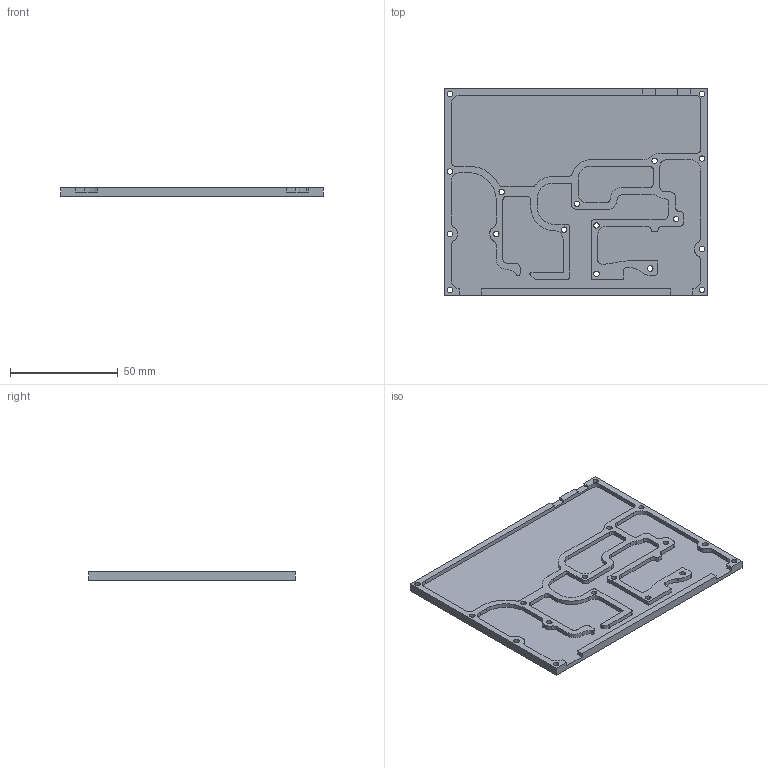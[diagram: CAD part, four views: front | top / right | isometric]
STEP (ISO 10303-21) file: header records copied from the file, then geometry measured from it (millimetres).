
FILE_DESCRIPTION(/* description */ (''),/* implementation_level */ '2;1');
FILE_NAME(/* name */ 'BottomShield.step',/* time_stamp */ '2020-08-04T17:47:09+02:00',/* author */ (''),/* organization */ (''),/* preprocessor_version */ 'ST-DEVELOPER v18.1',/* originating_system */ 'Autodesk Translation Framework v9.3.0.1241',/* authorisation */ '');
FILE_SCHEMA (('AUTOMOTIVE_DESIGN { 1 0 10303 214 3 1 1 }'));
Length unit declared in the file: millimetre
Products named in the file (1): BottomShield
Bounding box: 122 x 96 x 4 mm (x, y, z)
Volume: 28430.3 mm3; surface area: 27884.1 mm2
Topology: 1 solids, 1 shells, 194 faces, 574 edges, 383 vertices
Faces by surface type: plane 97, cylinder 97
Full cylindrical faces by diameter (mm): 2.529 x17
Entity records: 6641 total; most frequent: DIRECTION 1158, CARTESIAN_POINT 1152, ORIENTED_EDGE 1148, EDGE_CURVE 574, AXIS2_PLACEMENT_3D 389, VERTEX_POINT 383, LINE 380, VECTOR 380
